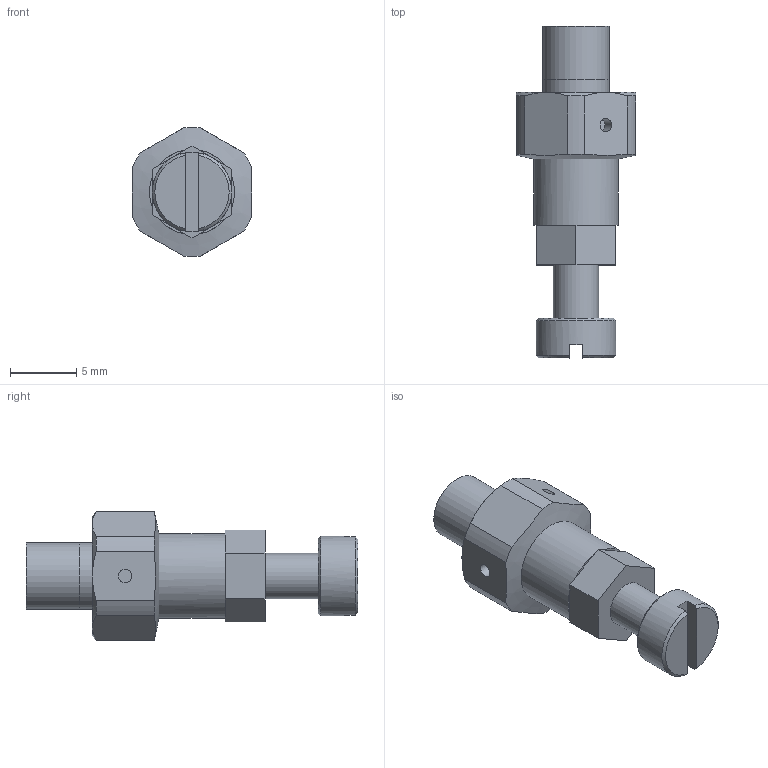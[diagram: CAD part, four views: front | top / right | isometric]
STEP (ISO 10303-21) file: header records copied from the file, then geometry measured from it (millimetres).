
FILE_DESCRIPTION(/* description */ ('Unknown'),/* implementation_level */ '2;1');
FILE_NAME(/* name */ '6.03.05',/* time_stamp */ '2019-01-21T10:45:35-05:00',/* author */ ('Unknown'),/* organization */ ('Unknown'),/* preprocessor_version */ 'ST-DEVELOPER v16.7',/* originating_system */ 'DEX',/* authorisation */ $);
FILE_SCHEMA (('AUTOMOTIVE_DESIGN {1 0 10303 214 3 1 1}'));
Length unit declared in the file: millimetre
Products named in the file (1): 6.03.05
Bounding box: 9 x 25 x 9.74 mm (x, y, z)
Volume: 790.5 mm3; surface area: 697.8 mm2
Topology: 1 solids, 1 shells, 62 faces, 139 edges, 86 vertices
Faces by surface type: plane 37, cylinder 15, cone 10
Full cylindrical faces by diameter (mm): 1 x3, 2 x1, 3.4 x1, 5 x2, 6 x1, 6.4 x1
Entity records: 2104 total; most frequent: CARTESIAN_POINT 335, DIRECTION 280, ORIENTED_EDGE 248, EDGE_CURVE 124, AXIS2_PLACEMENT_3D 115, VERTEX_POINT 82, EDGE_LOOP 80, FACE_BOUND 80
